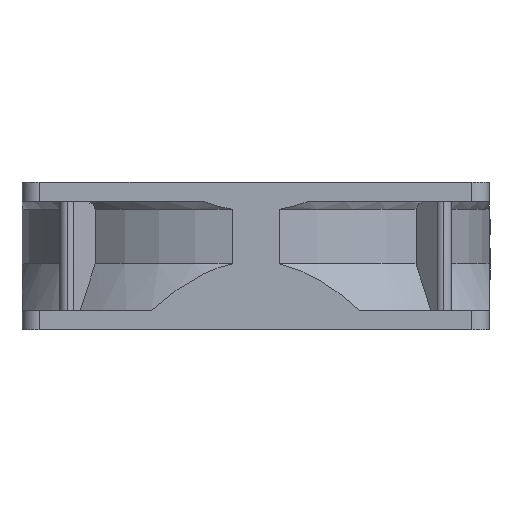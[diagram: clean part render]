
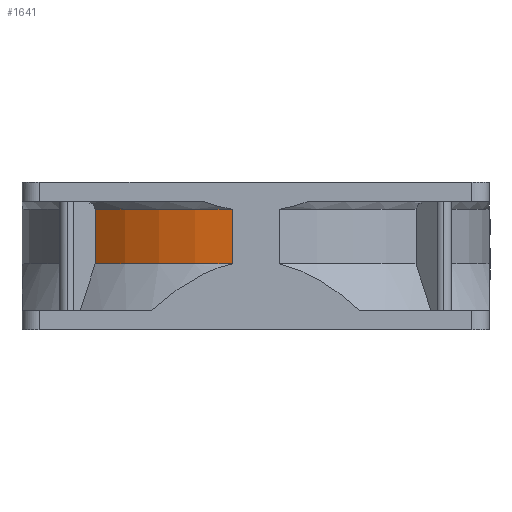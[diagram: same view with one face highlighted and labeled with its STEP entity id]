
A CAD part, left-side view. The second image highlights one B-rep face of the part: STEP entity #1641.
In plain terms, the highlighted cylindrical face has radius 60.3 mm (diameter 120.6 mm), a partial arc.
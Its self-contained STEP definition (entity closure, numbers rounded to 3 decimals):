
#1046 = VERTEX_POINT ( 'NONE', #12120 ) ;
#1050 = EDGE_CURVE ( 'NONE', #1088, #1046, #12122, .T. ) ;
#1088 = VERTEX_POINT ( 'NONE', #12179 ) ;
#1601 = EDGE_CURVE ( 'NONE', #1630, #1602, #13057, .T. ) ;
#1602 = VERTEX_POINT ( 'NONE', #13053 ) ;
#1603 = ORIENTED_EDGE ( 'NONE', *, *, #1605, .F. ) ;
#1605 = EDGE_CURVE ( 'NONE', #1088, #1602, #13052, .T. ) ;
#1606 = ORIENTED_EDGE ( 'NONE', *, *, #1050, .T. ) ;
#1608 = ORIENTED_EDGE ( 'NONE', *, *, #1633, .T. ) ;
#1630 = VERTEX_POINT ( 'NONE', #13035 ) ;
#1633 = EDGE_CURVE ( 'NONE', #1046, #1630, #13066, .T. ) ;
#1641 = ADVANCED_FACE ( 'NONE', ( #13097 ), #13096, .T. ) ;
#1645 = EDGE_LOOP ( 'NONE', ( #1647, #1603, #1606, #1608 ) ) ;
#1647 = ORIENTED_EDGE ( 'NONE', *, *, #1601, .T. ) ;
#12114 = DIRECTION ( 'NONE',  ( 0., 0., -1. ) ) ;
#12115 = CARTESIAN_POINT ( 'NONE',  ( -44.029, 41.201, -228.404 ) ) ;
#12120 = CARTESIAN_POINT ( 'NONE',  ( -44.029, 41.201, 0.6 ) ) ;
#12122 = LINE ( 'NONE', #12115, #12166 ) ;
#12166 = VECTOR ( 'NONE', #12114, 1000. ) ;
#12179 = CARTESIAN_POINT ( 'NONE',  ( -44.029, 41.201, 14.6 ) ) ;
#13035 = CARTESIAN_POINT ( 'NONE',  ( -60., 6.007, 0.6 ) ) ;
#13048 = DIRECTION ( 'NONE',  ( 1., 0., 0. ) ) ;
#13049 = DIRECTION ( 'NONE',  ( 0., 0., 1. ) ) ;
#13050 = CARTESIAN_POINT ( 'NONE',  ( 0., 0., 14.6 ) ) ;
#13051 = AXIS2_PLACEMENT_3D ( 'NONE', #13050, #13049, #13048 ) ;
#13052 = CIRCLE ( 'NONE', #13051, 60.3 ) ;
#13053 = CARTESIAN_POINT ( 'NONE',  ( -60., 6.007, 14.6 ) ) ;
#13054 = DIRECTION ( 'NONE',  ( 0., 0., 1. ) ) ;
#13055 = VECTOR ( 'NONE', #13054, 1000. ) ;
#13056 = CARTESIAN_POINT ( 'NONE',  ( -60., 6.007, 21.6 ) ) ;
#13057 = LINE ( 'NONE', #13056, #13055 ) ;
#13063 = DIRECTION ( 'NONE',  ( 0., 0., 1. ) ) ;
#13064 = CARTESIAN_POINT ( 'NONE',  ( 0., 0., 0.6 ) ) ;
#13065 = AXIS2_PLACEMENT_3D ( 'NONE', #13064, #13063, #13099 ) ;
#13066 = CIRCLE ( 'NONE', #13065, 60.3 ) ;
#13096 = CYLINDRICAL_SURFACE ( 'NONE', #13132, 60.3 ) ;
#13097 = FACE_OUTER_BOUND ( 'NONE', #1645, .T. ) ;
#13099 = DIRECTION ( 'NONE',  ( 1., 0., 0. ) ) ;
#13123 = DIRECTION ( 'NONE',  ( 1., 0., 0. ) ) ;
#13124 = DIRECTION ( 'NONE',  ( 0., 0., 1. ) ) ;
#13131 = CARTESIAN_POINT ( 'NONE',  ( 0., 0., -228.404 ) ) ;
#13132 = AXIS2_PLACEMENT_3D ( 'NONE', #13131, #13124, #13123 ) ;
